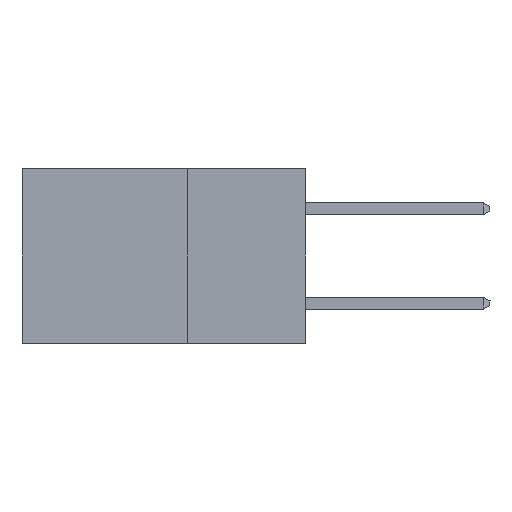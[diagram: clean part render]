
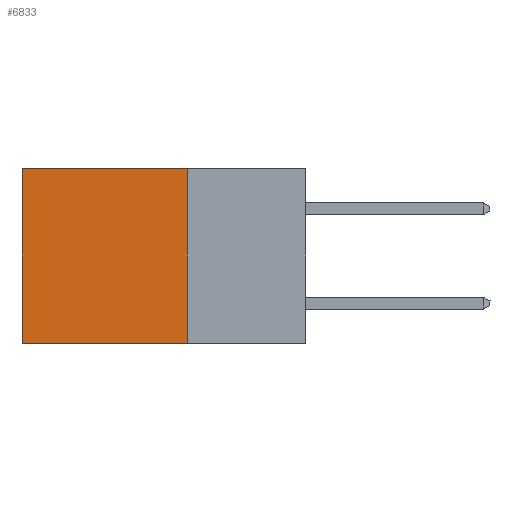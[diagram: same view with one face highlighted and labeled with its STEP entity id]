
A CAD part, left-side view. The second image highlights one B-rep face of the part: STEP entity #6833.
In plain terms, the highlighted planar face has unit normal (-1, 0, 0).
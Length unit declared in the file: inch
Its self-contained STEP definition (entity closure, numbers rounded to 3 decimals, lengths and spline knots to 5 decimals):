
#311 = LINE ( 'NONE', #7765, #13261 ) ;
#871 = DIRECTION ( 'NONE',  ( 0., 1., 0. ) ) ;
#965 = LINE ( 'NONE', #1551, #17694 ) ;
#1082 = EDGE_CURVE ( 'NONE', #16669, #6573, #6229, .T. ) ;
#1551 = CARTESIAN_POINT ( 'NONE',  ( 0.298, 0.6, 0. ) ) ;
#1862 = CARTESIAN_POINT ( 'NONE',  ( 0.298, 0.25, 0. ) ) ;
#4138 = AXIS2_PLACEMENT_3D ( 'NONE', #18504, #4523, #17458 ) ;
#4308 = CARTESIAN_POINT ( 'NONE',  ( 0.298, 0.25, -0.37 ) ) ;
#4523 = DIRECTION ( 'NONE',  ( 1., 0., 0. ) ) ;
#5749 = ORIENTED_EDGE ( 'NONE', *, *, #13929, .T. ) ;
#5994 = DIRECTION ( 'NONE',  ( 0., 1., 0. ) ) ;
#6229 = LINE ( 'NONE', #4308, #17863 ) ;
#6573 = VERTEX_POINT ( 'NONE', #10736 ) ;
#6833 = ADVANCED_FACE ( 'NONE', ( #7080 ), #19009, .F. ) ;
#7019 = ORIENTED_EDGE ( 'NONE', *, *, #8011, .T. ) ;
#7080 = FACE_OUTER_BOUND ( 'NONE', #15542, .T. ) ;
#7765 = CARTESIAN_POINT ( 'NONE',  ( 0.298, 0.25, 0. ) ) ;
#8011 = EDGE_CURVE ( 'NONE', #19968, #6573, #965, .T. ) ;
#9965 = DIRECTION ( 'NONE',  ( 0., 0., -1. ) ) ;
#10483 = LINE ( 'NONE', #1862, #15320 ) ;
#10736 = CARTESIAN_POINT ( 'NONE',  ( 0.298, 0.6, -0.37 ) ) ;
#10797 = EDGE_CURVE ( 'NONE', #14584, #16669, #10483, .T. ) ;
#11564 = CARTESIAN_POINT ( 'NONE',  ( 0.298, 0.25, 0. ) ) ;
#13261 = VECTOR ( 'NONE', #5994, 39.37008 ) ;
#13604 = ORIENTED_EDGE ( 'NONE', *, *, #1082, .F. ) ;
#13929 = EDGE_CURVE ( 'NONE', #14584, #19968, #311, .T. ) ;
#14584 = VERTEX_POINT ( 'NONE', #11564 ) ;
#15320 = VECTOR ( 'NONE', #9965, 39.37008 ) ;
#15542 = EDGE_LOOP ( 'NONE', ( #7019, #13604, #16740, #5749 ) ) ;
#15759 = CARTESIAN_POINT ( 'NONE',  ( 0.298, 0.6, 0. ) ) ;
#16669 = VERTEX_POINT ( 'NONE', #19931 ) ;
#16740 = ORIENTED_EDGE ( 'NONE', *, *, #10797, .F. ) ;
#17458 = DIRECTION ( 'NONE',  ( 0., 0., -1. ) ) ;
#17694 = VECTOR ( 'NONE', #19172, 39.37008 ) ;
#17863 = VECTOR ( 'NONE', #871, 39.37008 ) ;
#18504 = CARTESIAN_POINT ( 'NONE',  ( 0.298, 0.25, 0. ) ) ;
#19009 = PLANE ( 'NONE',  #4138 ) ;
#19172 = DIRECTION ( 'NONE',  ( 0., 0., -1. ) ) ;
#19931 = CARTESIAN_POINT ( 'NONE',  ( 0.298, 0.25, -0.37 ) ) ;
#19968 = VERTEX_POINT ( 'NONE', #15759 ) ;
